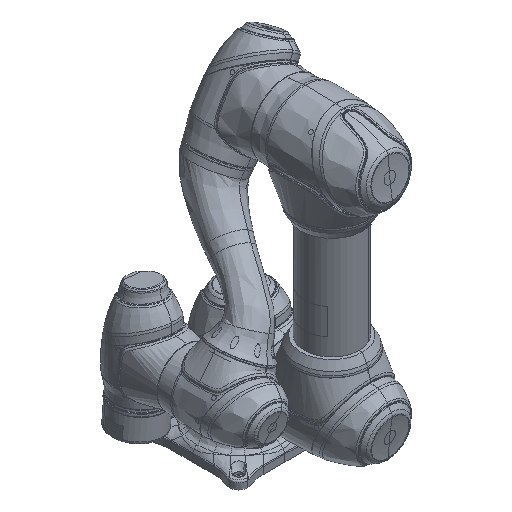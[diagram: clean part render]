
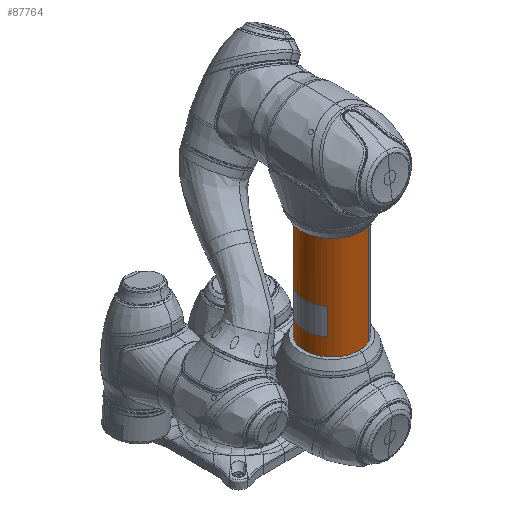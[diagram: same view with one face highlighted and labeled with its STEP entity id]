
A CAD part, isometric view. The second image highlights one B-rep face of the part: STEP entity #87764.
In plain terms, the highlighted cylindrical face has radius 50 mm (diameter 100 mm), a partial arc.
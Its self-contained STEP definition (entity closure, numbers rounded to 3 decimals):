
#68632=CARTESIAN_POINT('Axis2P3D Location',(0.,-170.2,340.5)) ;
#68637=CARTESIAN_POINT('Line Origine',(-23.971,-126.321,340.5)) ;
#68641=CARTESIAN_POINT('Vertex',(-23.971,-126.321,229.2)) ;
#68643=CARTESIAN_POINT('Vertex',(-23.971,-126.321,451.8)) ;
#68650=CARTESIAN_POINT('Vertex',(23.971,-214.079,451.8)) ;
#68653=CARTESIAN_POINT('Line Origine',(23.971,-214.079,340.5)) ;
#68657=CARTESIAN_POINT('Vertex',(23.971,-214.079,229.2)) ;
#87709=CARTESIAN_POINT('Axis2P3D Location',(0.,-170.2,229.2)) ;
#87719=CARTESIAN_POINT('Axis2P3D Location',(0.,-170.2,451.8)) ;
#87730=CARTESIAN_POINT('Line Origine',(-39.23,-139.2,340.5)) ;
#87734=CARTESIAN_POINT('Vertex',(-39.23,-139.2,324.2)) ;
#87736=CARTESIAN_POINT('Vertex',(-39.23,-139.2,276.2)) ;
#87739=CARTESIAN_POINT('Axis2P3D Location',(0.,-170.2,324.2)) ;
#87743=CARTESIAN_POINT('Vertex',(-39.23,-201.2,324.2)) ;
#87746=CARTESIAN_POINT('Line Origine',(-39.23,-201.2,340.5)) ;
#87750=CARTESIAN_POINT('Vertex',(-39.23,-201.2,276.2)) ;
#87753=CARTESIAN_POINT('Axis2P3D Location',(0.,-170.2,276.2)) ;
#68633=DIRECTION('Axis2P3D Direction',(0.,0.,1.)) ;
#68634=DIRECTION('Axis2P3D XDirection',(-0.479,0.878,0.)) ;
#68638=DIRECTION('Vector Direction',(0.,0.,1.)) ;
#68654=DIRECTION('Vector Direction',(0.,0.,1.)) ;
#87710=DIRECTION('Axis2P3D Direction',(0.,0.,-1.)) ;
#87720=DIRECTION('Axis2P3D Direction',(0.,0.,1.)) ;
#87731=DIRECTION('Vector Direction',(0.,0.,1.)) ;
#87740=DIRECTION('Axis2P3D Direction',(0.,0.,1.)) ;
#87747=DIRECTION('Vector Direction',(0.,0.,1.)) ;
#87754=DIRECTION('Axis2P3D Direction',(0.,0.,1.)) ;
#68635=AXIS2_PLACEMENT_3D('Cylinder Axis2P3D',#68632,#68633,#68634) ;
#87711=AXIS2_PLACEMENT_3D('Circle Axis2P3D',#87709,#87710,$) ;
#87721=AXIS2_PLACEMENT_3D('Circle Axis2P3D',#87719,#87720,$) ;
#87741=AXIS2_PLACEMENT_3D('Circle Axis2P3D',#87739,#87740,$) ;
#87755=AXIS2_PLACEMENT_3D('Circle Axis2P3D',#87753,#87754,$) ;
#87725=ORIENTED_EDGE('',*,*,#68659,.T.) ;
#87726=ORIENTED_EDGE('',*,*,#87723,.F.) ;
#87727=ORIENTED_EDGE('',*,*,#68645,.F.) ;
#87728=ORIENTED_EDGE('',*,*,#87713,.T.) ;
#87759=ORIENTED_EDGE('',*,*,#87738,.F.) ;
#87760=ORIENTED_EDGE('',*,*,#87745,.F.) ;
#87761=ORIENTED_EDGE('',*,*,#87752,.F.) ;
#87762=ORIENTED_EDGE('',*,*,#87757,.F.) ;
#87763=FACE_BOUND('',#87758,.T.) ;
#68639=VECTOR('Line Direction',#68638,1.) ;
#68655=VECTOR('Line Direction',#68654,1.) ;
#87732=VECTOR('Line Direction',#87731,1.) ;
#87748=VECTOR('Line Direction',#87747,1.) ;
#87764=ADVANCED_FACE('PartBody',(#87729,#87763),#68636,.T.) ;
#87712=CIRCLE('generated circle',#87711,50.) ;
#87722=CIRCLE('generated circle',#87721,50.) ;
#87742=CIRCLE('generated circle',#87741,50.) ;
#87756=CIRCLE('generated circle',#87755,50.) ;
#68636=CYLINDRICAL_SURFACE('generated cylinder',#68635,50.) ;
#68645=EDGE_CURVE('',#68642,#68644,#68640,.T.) ;
#68659=EDGE_CURVE('',#68658,#68651,#68656,.T.) ;
#87713=EDGE_CURVE('',#68642,#68658,#87712,.F.) ;
#87723=EDGE_CURVE('',#68644,#68651,#87722,.T.) ;
#87738=EDGE_CURVE('',#87735,#87737,#87733,.F.) ;
#87745=EDGE_CURVE('',#87744,#87735,#87742,.F.) ;
#87752=EDGE_CURVE('',#87751,#87744,#87749,.T.) ;
#87757=EDGE_CURVE('',#87737,#87751,#87756,.T.) ;
#87724=EDGE_LOOP('',(#87725,#87726,#87727,#87728)) ;
#87758=EDGE_LOOP('',(#87759,#87760,#87761,#87762)) ;
#87729=FACE_OUTER_BOUND('',#87724,.T.) ;
#68640=LINE('Line',#68637,#68639) ;
#68656=LINE('Line',#68653,#68655) ;
#87733=LINE('Line',#87730,#87732) ;
#87749=LINE('Line',#87746,#87748) ;
#68642=VERTEX_POINT('',#68641) ;
#68644=VERTEX_POINT('',#68643) ;
#68651=VERTEX_POINT('',#68650) ;
#68658=VERTEX_POINT('',#68657) ;
#87735=VERTEX_POINT('',#87734) ;
#87737=VERTEX_POINT('',#87736) ;
#87744=VERTEX_POINT('',#87743) ;
#87751=VERTEX_POINT('',#87750) ;
